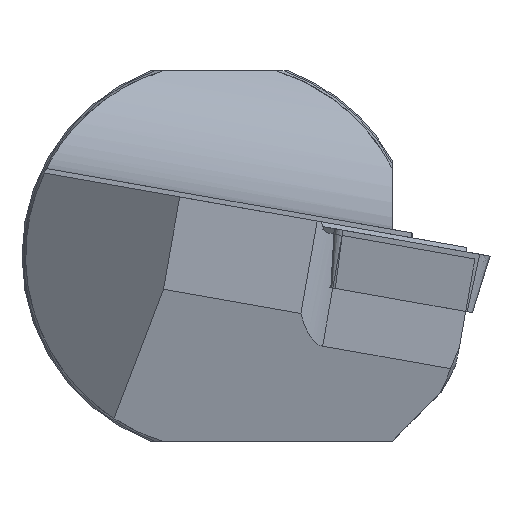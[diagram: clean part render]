
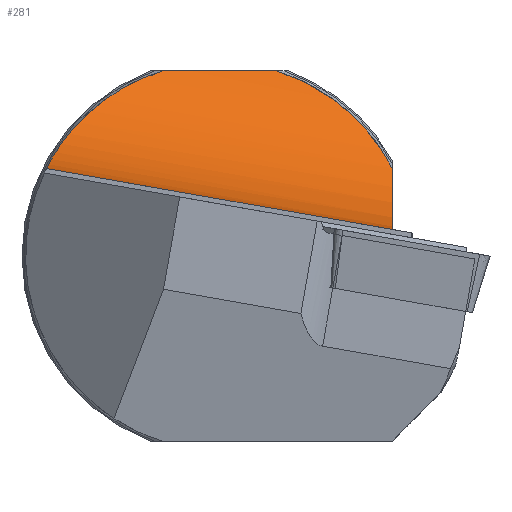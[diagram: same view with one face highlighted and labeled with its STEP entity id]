
A CAD part, left-side view. The second image highlights one B-rep face of the part: STEP entity #281.
In plain terms, the highlighted cylindrical face has radius 20 mm (diameter 40 mm), a partial arc.
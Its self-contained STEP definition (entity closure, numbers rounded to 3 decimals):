
#92=CYLINDRICAL_SURFACE('',#1128,20.);
#125=ELLIPSE('',#1080,115.175,20.);
#128=ELLIPSE('',#1120,20.309,20.);
#171=LINE('',#1791,#229);
#229=VECTOR('',#1326,1.);
#281=ADVANCED_FACE('',(#343),#92,.F.);
#343=FACE_OUTER_BOUND('',#395,.T.);
#395=EDGE_LOOP('',(#664,#665,#666,#667,#668));
#431=B_SPLINE_CURVE_WITH_KNOTS('',3,(#1484,#1485,#1486,#1487,#1488,#1489),
 .UNSPECIFIED.,.F.,.F.,(4,2,4),(0.,0.5,1.),.UNSPECIFIED.);
#456=B_SPLINE_CURVE_WITH_KNOTS('',3,(#1730,#1731,#1732,#1733,#1734,#1735,
#1736,#1737),.UNSPECIFIED.,.F.,.F.,(4,2,2,4),(0.,0.25,0.5,1.),
 .UNSPECIFIED.);
#664=ORIENTED_EDGE('',*,*,#971,.T.);
#665=ORIENTED_EDGE('',*,*,#987,.T.);
#666=ORIENTED_EDGE('',*,*,#978,.T.);
#667=ORIENTED_EDGE('',*,*,#905,.T.);
#668=ORIENTED_EDGE('',*,*,#931,.T.);
#799=VERTEX_POINT('',#1490);
#800=VERTEX_POINT('',#1491);
#820=VERTEX_POINT('',#1617);
#846=VERTEX_POINT('',#1738);
#848=VERTEX_POINT('',#1752);
#905=EDGE_CURVE('',#799,#800,#431,.T.);
#931=EDGE_CURVE('',#800,#820,#125,.T.);
#971=EDGE_CURVE('',#820,#846,#456,.T.);
#978=EDGE_CURVE('',#848,#799,#128,.T.);
#987=EDGE_CURVE('',#846,#848,#171,.T.);
#1080=AXIS2_PLACEMENT_3D('',#1616,#1213,#1214);
#1120=AXIS2_PLACEMENT_3D('',#1751,#1306,#1307);
#1128=AXIS2_PLACEMENT_3D('',#1792,#1327,#1328);
#1213=DIRECTION('',(0.,0.,1.));
#1214=DIRECTION('',(0.,-1.,0.));
#1306=DIRECTION('',(0.,-1.,0.));
#1307=DIRECTION('',(0.,0.,-1.));
#1326=DIRECTION('',(0.,-0.985,-0.174));
#1327=DIRECTION('',(0.,-0.985,-0.174));
#1328=DIRECTION('',(0.,0.174,-0.985));
#1484=CARTESIAN_POINT('',(42.422,8.008,7.128));
#1485=CARTESIAN_POINT('',(43.968,8.766,8.62));
#1486=CARTESIAN_POINT('',(45.135,9.942,10.298));
#1487=CARTESIAN_POINT('',(46.673,13.174,13.18));
#1488=CARTESIAN_POINT('',(47.063,15.198,14.35));
#1489=CARTESIAN_POINT('',(47.206,17.372,15.022));
#1490=CARTESIAN_POINT('',(42.422,8.008,7.128));
#1491=CARTESIAN_POINT('',(47.206,17.372,15.022));
#1616=CARTESIAN_POINT('',(29.332,-34.301,15.022));
#1617=CARTESIAN_POINT('',(46.302,26.644,15.022));
#1730=CARTESIAN_POINT('',(46.302,26.644,15.022));
#1731=CARTESIAN_POINT('',(45.786,28.377,14.486));
#1732=CARTESIAN_POINT('',(45.013,29.96,13.65));
#1733=CARTESIAN_POINT('',(42.905,32.504,11.803));
#1734=CARTESIAN_POINT('',(41.568,33.478,10.801));
#1735=CARTESIAN_POINT('',(36.922,35.6,8.193));
#1736=CARTESIAN_POINT('',(33.152,36.016,7.112));
#1737=CARTESIAN_POINT('',(29.332,36.016,7.112));
#1738=CARTESIAN_POINT('',(29.332,36.016,7.112));
#1751=CARTESIAN_POINT('',(29.332,8.008,22.482));
#1752=CARTESIAN_POINT('',(29.332,8.008,2.174));
#1791=CARTESIAN_POINT('',(29.332,49.679,9.521));
#1792=CARTESIAN_POINT('',(29.332,46.206,29.217));
